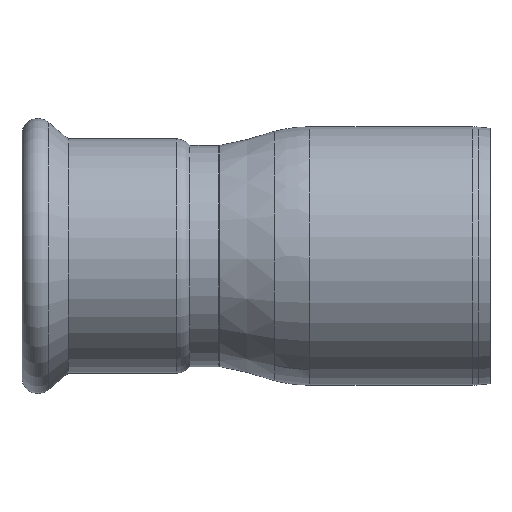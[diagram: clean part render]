
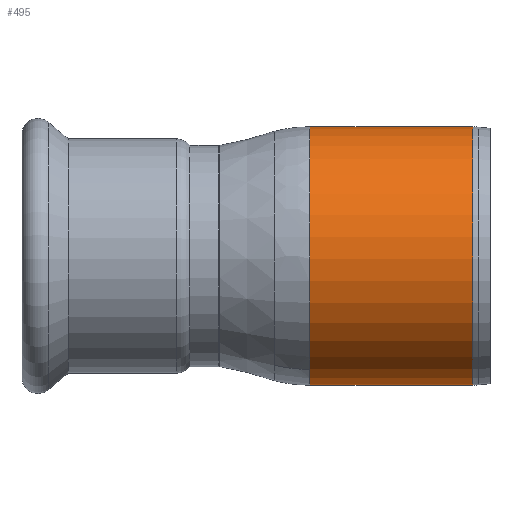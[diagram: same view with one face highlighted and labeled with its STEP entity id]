
A CAD part, left-side view. The second image highlights one B-rep face of the part: STEP entity #495.
In plain terms, the highlighted cylindrical face has radius 44.45 mm (diameter 88.9 mm), a full revolution.
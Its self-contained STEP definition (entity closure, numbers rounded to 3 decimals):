
#30=CYLINDRICAL_SURFACE('',#571,44.45);
#43=LINE('',#1011,#62);
#62=VECTOR('',#691,44.45);
#99=FACE_OUTER_BOUND('',#133,.T.);
#133=EDGE_LOOP('',(#359,#360,#361,#362,#363));
#157=CIRCLE('',#541,44.45);
#173=CIRCLE('',#568,44.45);
#174=CIRCLE('',#570,44.45);
#201=VERTEX_POINT('',#797);
#215=VERTEX_POINT('',#960);
#216=VERTEX_POINT('',#962);
#237=EDGE_CURVE('',#201,#201,#157,.T.);
#263=EDGE_CURVE('',#215,#216,#173,.T.);
#265=EDGE_CURVE('',#216,#215,#174,.T.);
#266=EDGE_CURVE('',#216,#201,#43,.T.);
#359=ORIENTED_EDGE('',*,*,#263,.F.);
#360=ORIENTED_EDGE('',*,*,#265,.F.);
#361=ORIENTED_EDGE('',*,*,#266,.T.);
#362=ORIENTED_EDGE('',*,*,#237,.T.);
#363=ORIENTED_EDGE('',*,*,#266,.F.);
#495=ADVANCED_FACE('',(#99),#30,.T.);
#541=AXIS2_PLACEMENT_3D('',#798,#622,#623);
#568=AXIS2_PLACEMENT_3D('',#963,#683,#684);
#570=AXIS2_PLACEMENT_3D('',#1009,#687,#688);
#571=AXIS2_PLACEMENT_3D('',#1010,#689,#690);
#622=DIRECTION('center_axis',(0.,1.,0.));
#623=DIRECTION('ref_axis',(0.,0.,-1.));
#683=DIRECTION('center_axis',(0.,1.,0.));
#684=DIRECTION('ref_axis',(0.,0.,-1.));
#687=DIRECTION('center_axis',(0.,1.,0.));
#688=DIRECTION('ref_axis',(0.,0.,-1.));
#689=DIRECTION('center_axis',(0.,1.,0.));
#690=DIRECTION('ref_axis',(0.479,0.,0.878));
#691=DIRECTION('',(0.,-1.,0.));
#797=CARTESIAN_POINT('',(-21.31,-44.052,-39.009));
#798=CARTESIAN_POINT('Origin',(0.,-44.052,0.));
#960=CARTESIAN_POINT('',(21.31,11.95,39.009));
#962=CARTESIAN_POINT('',(-21.31,11.95,-39.009));
#963=CARTESIAN_POINT('Origin',(0.,11.95,0.));
#1009=CARTESIAN_POINT('Origin',(0.,11.95,0.));
#1010=CARTESIAN_POINT('Origin',(0.,-3.55,0.));
#1011=CARTESIAN_POINT('',(-21.31,-3.55,-39.009));
